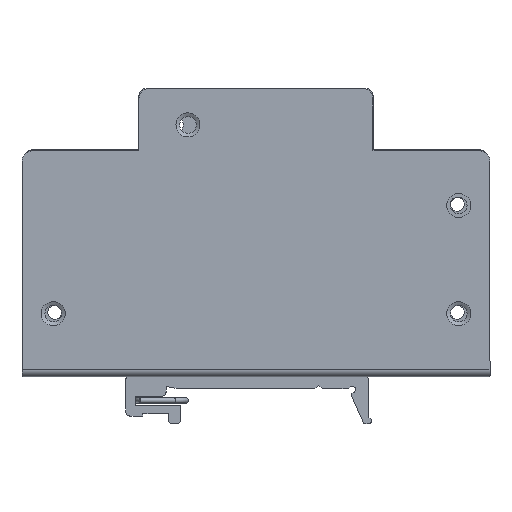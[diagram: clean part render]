
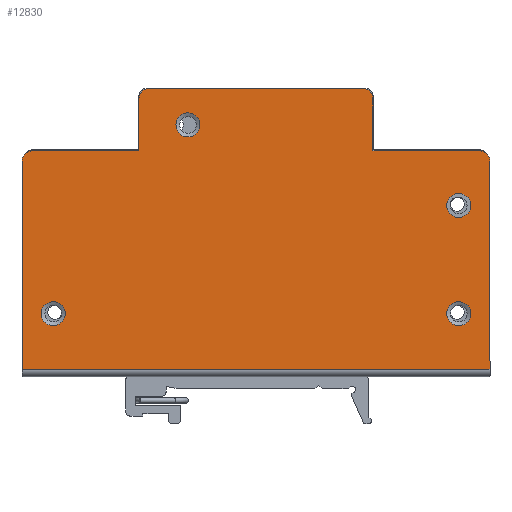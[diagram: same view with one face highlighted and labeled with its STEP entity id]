
A CAD part, left-side view. The second image highlights one B-rep face of the part: STEP entity #12830.
In plain terms, the highlighted planar face has unit normal (-1, 0, 0).
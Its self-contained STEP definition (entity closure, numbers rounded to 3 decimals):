
#73=FACE_BOUND('',#1711,.T.);
#74=FACE_BOUND('',#1712,.T.);
#75=FACE_BOUND('',#1713,.T.);
#76=FACE_BOUND('',#1714,.T.);
#670=PLANE('',#13641);
#1032=FACE_OUTER_BOUND('',#1710,.T.);
#1710=EDGE_LOOP('',(#9275,#9276,#9277,#9278,#9279,#9280,#9281,#9282,#9283,
#9284,#9285,#9286));
#1711=EDGE_LOOP('',(#9287));
#1712=EDGE_LOOP('',(#9288));
#1713=EDGE_LOOP('',(#9289));
#1714=EDGE_LOOP('',(#9290));
#2865=CIRCLE('',#13587,2.31);
#2868=CIRCLE('',#13591,2.31);
#2871=CIRCLE('',#13595,2.31);
#2874=CIRCLE('',#13599,2.31);
#2906=CIRCLE('',#13642,2.);
#2907=CIRCLE('',#13643,2.);
#2908=CIRCLE('',#13644,2.);
#2909=CIRCLE('',#13645,2.);
#3657=LINE('',#20235,#4771);
#3658=LINE('',#20238,#4772);
#3669=LINE('',#20283,#4783);
#3670=LINE('',#20285,#4784);
#3671=LINE('',#20289,#4785);
#3672=LINE('',#20293,#4786);
#3673=LINE('',#20295,#4787);
#3674=LINE('',#20298,#4788);
#4771=VECTOR('',#15294,10.);
#4772=VECTOR('',#15297,10.);
#4783=VECTOR('',#15338,10.);
#4784=VECTOR('',#15339,10.);
#4785=VECTOR('',#15342,10.);
#4786=VECTOR('',#15345,10.);
#4787=VECTOR('',#15346,10.);
#4788=VECTOR('',#15349,10.);
#5891=VERTEX_POINT('',#20148);
#5894=VERTEX_POINT('',#20156);
#5897=VERTEX_POINT('',#20164);
#5900=VERTEX_POINT('',#20172);
#5921=VERTEX_POINT('',#20228);
#5924=VERTEX_POINT('',#20233);
#5925=VERTEX_POINT('',#20237);
#5943=VERTEX_POINT('',#20280);
#5944=VERTEX_POINT('',#20282);
#5945=VERTEX_POINT('',#20284);
#5946=VERTEX_POINT('',#20286);
#5947=VERTEX_POINT('',#20288);
#5948=VERTEX_POINT('',#20290);
#5949=VERTEX_POINT('',#20292);
#5950=VERTEX_POINT('',#20294);
#5951=VERTEX_POINT('',#20296);
#7144=EDGE_CURVE('',#5891,#5891,#2865,.T.);
#7148=EDGE_CURVE('',#5894,#5894,#2868,.T.);
#7152=EDGE_CURVE('',#5897,#5897,#2871,.T.);
#7156=EDGE_CURVE('',#5900,#5900,#2874,.T.);
#7187=EDGE_CURVE('',#5921,#5924,#3657,.T.);
#7188=EDGE_CURVE('',#5925,#5921,#3658,.T.);
#7210=EDGE_CURVE('',#5924,#5943,#2906,.T.);
#7211=EDGE_CURVE('',#5943,#5944,#3669,.T.);
#7212=EDGE_CURVE('',#5944,#5945,#3670,.T.);
#7213=EDGE_CURVE('',#5945,#5946,#2907,.T.);
#7214=EDGE_CURVE('',#5946,#5947,#3671,.T.);
#7215=EDGE_CURVE('',#5947,#5948,#2908,.T.);
#7216=EDGE_CURVE('',#5948,#5949,#3672,.T.);
#7217=EDGE_CURVE('',#5949,#5950,#3673,.T.);
#7218=EDGE_CURVE('',#5950,#5951,#2909,.T.);
#7219=EDGE_CURVE('',#5951,#5925,#3674,.T.);
#9275=ORIENTED_EDGE('',*,*,#7188,.T.);
#9276=ORIENTED_EDGE('',*,*,#7187,.T.);
#9277=ORIENTED_EDGE('',*,*,#7210,.T.);
#9278=ORIENTED_EDGE('',*,*,#7211,.T.);
#9279=ORIENTED_EDGE('',*,*,#7212,.T.);
#9280=ORIENTED_EDGE('',*,*,#7213,.T.);
#9281=ORIENTED_EDGE('',*,*,#7214,.T.);
#9282=ORIENTED_EDGE('',*,*,#7215,.T.);
#9283=ORIENTED_EDGE('',*,*,#7216,.T.);
#9284=ORIENTED_EDGE('',*,*,#7217,.T.);
#9285=ORIENTED_EDGE('',*,*,#7218,.T.);
#9286=ORIENTED_EDGE('',*,*,#7219,.T.);
#9287=ORIENTED_EDGE('',*,*,#7144,.T.);
#9288=ORIENTED_EDGE('',*,*,#7148,.T.);
#9289=ORIENTED_EDGE('',*,*,#7152,.T.);
#9290=ORIENTED_EDGE('',*,*,#7156,.T.);
#12830=ADVANCED_FACE('',(#1032,#73,#74,#75,#76),#670,.T.);
#13587=AXIS2_PLACEMENT_3D('',#20149,#15201,#15202);
#13591=AXIS2_PLACEMENT_3D('',#20157,#15210,#15211);
#13595=AXIS2_PLACEMENT_3D('',#20165,#15219,#15220);
#13599=AXIS2_PLACEMENT_3D('',#20173,#15228,#15229);
#13641=AXIS2_PLACEMENT_3D('',#20279,#15334,#15335);
#13642=AXIS2_PLACEMENT_3D('',#20281,#15336,#15337);
#13643=AXIS2_PLACEMENT_3D('',#20287,#15340,#15341);
#13644=AXIS2_PLACEMENT_3D('',#20291,#15343,#15344);
#13645=AXIS2_PLACEMENT_3D('',#20297,#15347,#15348);
#15201=DIRECTION('center_axis',(1.,0.,0.));
#15202=DIRECTION('ref_axis',(0.,-1.,0.));
#15210=DIRECTION('center_axis',(1.,0.,0.));
#15211=DIRECTION('ref_axis',(0.,-1.,0.));
#15219=DIRECTION('center_axis',(1.,0.,0.));
#15220=DIRECTION('ref_axis',(0.,-1.,0.));
#15228=DIRECTION('center_axis',(1.,0.,0.));
#15229=DIRECTION('ref_axis',(0.,-1.,0.));
#15294=DIRECTION('',(0.,0.,-1.));
#15297=DIRECTION('',(0.,1.,0.));
#15334=DIRECTION('center_axis',(-1.,0.,0.));
#15335=DIRECTION('ref_axis',(0.,0.,
1.));
#15336=DIRECTION('center_axis',(-1.,0.,0.));
#15337=DIRECTION('ref_axis',(0.,1.,0.));
#15338=DIRECTION('',(0.,-1.,0.));
#15339=DIRECTION('',(0.,0.,-1.));
#15340=DIRECTION('center_axis',(-1.,0.,0.));
#15341=DIRECTION('ref_axis',(0.,1.,0.));
#15342=DIRECTION('',(0.,-1.,0.));
#15343=DIRECTION('center_axis',(-1.,0.,0.));
#15344=DIRECTION('ref_axis',(0.,0.,
-1.));
#15345=DIRECTION('',(0.,0.,1.));
#15346=DIRECTION('',(0.,-1.,0.));
#15347=DIRECTION('center_axis',(-1.,0.,0.));
#15348=DIRECTION('ref_axis',(0.,0.,
-1.));
#15349=DIRECTION('',(0.,0.,1.));
#20148=CARTESIAN_POINT('',(53.81,34.22,-47.432));
#20149=CARTESIAN_POINT('Origin',(53.81,31.91,-47.432));
#20156=CARTESIAN_POINT('',(53.81,86.31,-11.132));
#20157=CARTESIAN_POINT('Origin',(53.81,84.,-11.132));
#20164=CARTESIAN_POINT('',(53.81,86.31,-31.932));
#20165=CARTESIAN_POINT('Origin',(53.81,84.,-31.932));
#20172=CARTESIAN_POINT('',(53.81,8.31,-11.132));
#20173=CARTESIAN_POINT('Origin',(53.81,6.,-11.132));
#20228=CARTESIAN_POINT('',(53.81,90.,-0.4));
#20233=CARTESIAN_POINT('',(53.81,90.,-40.432));
#20235=CARTESIAN_POINT('',(53.81,90.,111.01));
#20237=CARTESIAN_POINT('',(53.81,0.,-0.4));
#20238=CARTESIAN_POINT('',(53.81,22.5,-0.4));
#20279=CARTESIAN_POINT('Origin',(53.81,45.,35.289));
#20280=CARTESIAN_POINT('',(53.81,88.,-42.432));
#20281=CARTESIAN_POINT('Origin',(53.81,88.,-40.432));
#20282=CARTESIAN_POINT('',(53.81,67.5,-42.432));
#20283=CARTESIAN_POINT('',(53.81,88.,-42.432));
#20284=CARTESIAN_POINT('',(53.81,67.5,-52.432));
#20285=CARTESIAN_POINT('',(53.81,67.5,-42.432));
#20286=CARTESIAN_POINT('',(53.81,65.5,-54.432));
#20287=CARTESIAN_POINT('Origin',(53.81,65.5,-52.432));
#20288=CARTESIAN_POINT('',(53.81,24.5,-54.432));
#20289=CARTESIAN_POINT('',(53.81,65.5,-54.432));
#20290=CARTESIAN_POINT('',(53.81,22.5,-52.432));
#20291=CARTESIAN_POINT('Origin',(53.81,24.5,-52.432));
#20292=CARTESIAN_POINT('',(53.81,22.5,-42.432));
#20293=CARTESIAN_POINT('',(53.81,22.5,-52.432));
#20294=CARTESIAN_POINT('',(53.81,2.,-42.432));
#20295=CARTESIAN_POINT('',(53.81,22.5,-42.432));
#20296=CARTESIAN_POINT('',(53.81,0.,-40.432));
#20297=CARTESIAN_POINT('Origin',(53.81,2.,-40.432));
#20298=CARTESIAN_POINT('',(53.81,0.,-40.432));
